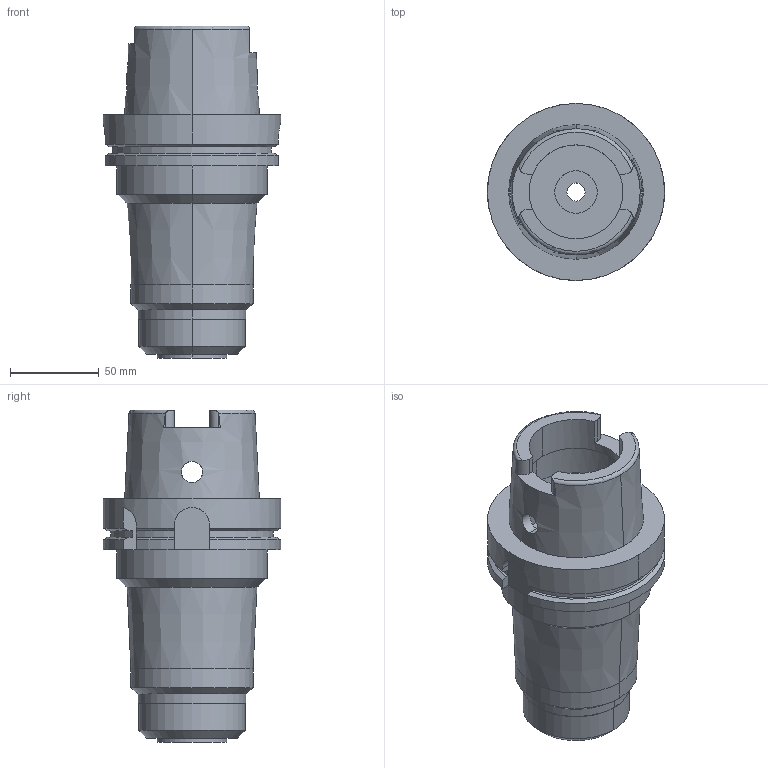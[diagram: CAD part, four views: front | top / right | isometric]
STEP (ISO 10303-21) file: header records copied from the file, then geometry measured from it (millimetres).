
FILE_DESCRIPTION((''),'2;1');
FILE_NAME('HSK-A100-MEGA20DS-135','2017-11-22T',('ykawabe'),(''),'CREO PARAMETRIC BY PTC INC, 2016380','CREO PARAMETRIC BY PTC INC, 2016380','');
FILE_SCHEMA(('AUTOMOTIVE_DESIGN { 1 0 10303 214 1 1 1 1 }'));
Length unit declared in the file: millimetre
Products named in the file (1): HSK-A100-MEGA20DS-135
Bounding box: 100 x 100 x 187.4 mm (x, y, z)
Volume: 645749.9 mm3; surface area: 77705.5 mm2
Topology: 1 solids, 1 shells, 105 faces, 286 edges, 189 vertices
Faces by surface type: cylinder 46, plane 37, cone 18, torus 4
Entity records: 4629 total; most frequent: CARTESIAN_POINT 882, DIRECTION 593, ORIENTED_EDGE 572, PRESENTATION_STYLE_ASSIGNMENT 291, STYLED_ITEM 291, CURVE_STYLE 290, EDGE_CURVE 286, AXIS2_PLACEMENT_3D 237
